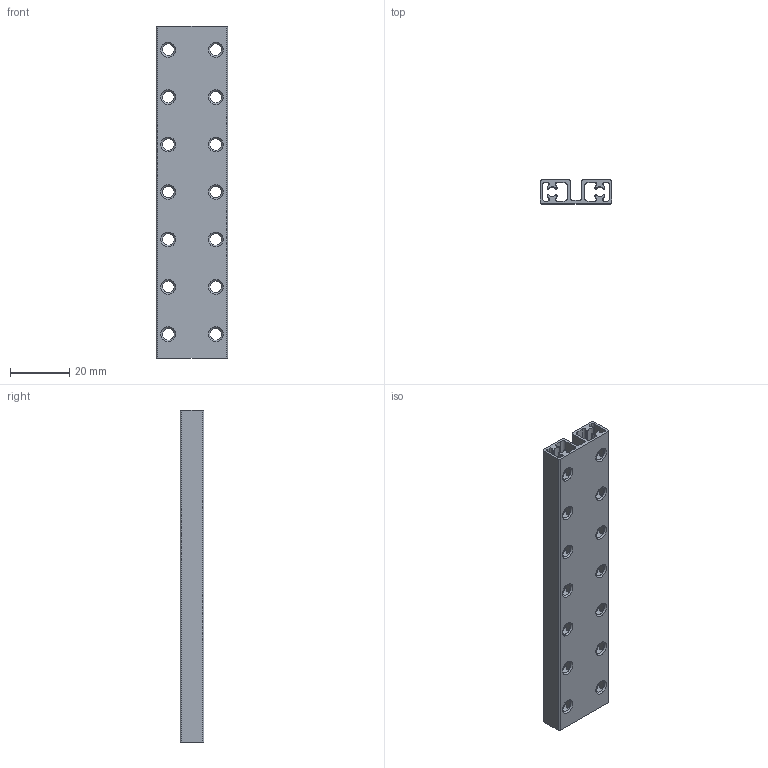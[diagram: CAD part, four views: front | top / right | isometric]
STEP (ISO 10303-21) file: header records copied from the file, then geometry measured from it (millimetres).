
FILE_DESCRIPTION (( 'STEP AP214' ), '1' );
FILE_NAME ('Beam0824-112邧謂褽.STEP', '2016-10-26T08:05:43', ( 'dell' ), ( '' ), 'SwSTEP 2.0', 'SolidWorks 2013', '' );
FILE_SCHEMA (( 'AUTOMOTIVE_DESIGN' ));
Length unit declared in the file: millimetre
Products named in the file (1): Beam0824-112邧謂褽
Bounding box: 24 x 8 x 112 mm (x, y, z)
Volume: 8049.4 mm3; surface area: 16689.8 mm2
Topology: 1 solids, 1 shells, 534 faces, 1680 edges, 1120 vertices
Faces by surface type: cylinder 328, plane 150, cone 56
Entity records: 21740 total; most frequent: CARTESIAN_POINT 7399, ORIENTED_EDGE 3360, DIRECTION 2566, EDGE_CURVE 1680, VERTEX_POINT 1120, AXIS2_PLACEMENT_3D 911, VECTOR 744, LINE 744
